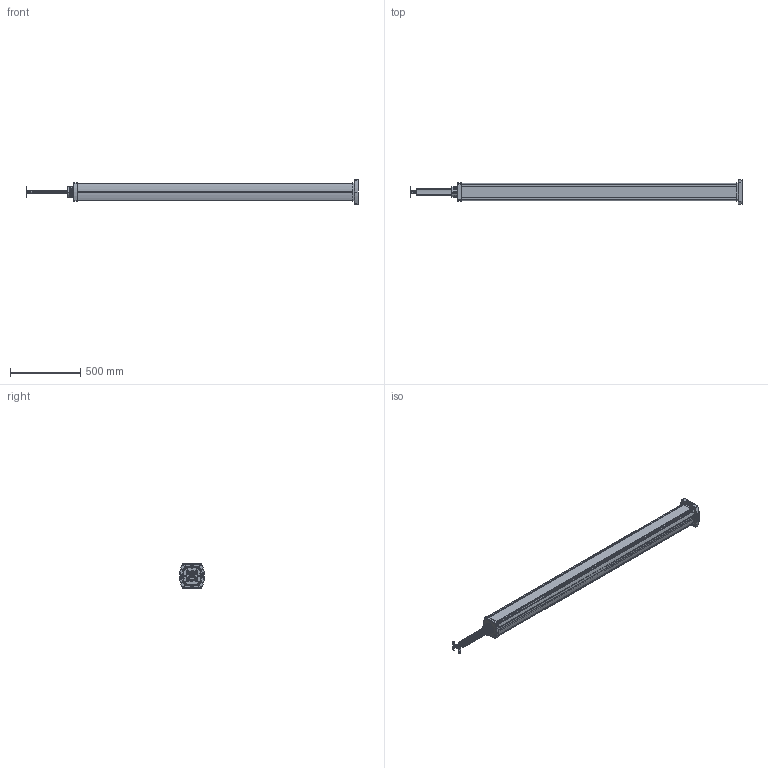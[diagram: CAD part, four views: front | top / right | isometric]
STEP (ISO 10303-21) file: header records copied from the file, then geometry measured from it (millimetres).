
FILE_DESCRIPTION(('CATIA V5 STEP Exchange','CAx-IF Rec.Pracs.--- Model Styling and Organization---1.4--- 2014-01-23'),'2;1');
FILE_NAME('653156-157-158-159.stp','2019-06-03T08:32:06+00:00',('none'),('none'),'CATIA Version 5-6 Release 2017 SP3','CATIA V5 STEP AP214','none');
FILE_SCHEMA(('AUTOMOTIVE_DESIGN { 1 0 10303 214 1 1 1 1 }'));
Products named in the file (1): 653156-157-158-159
Bounding box: 2362 x 175.5 x 175.5 mm (x, y, z)
Volume: 3258309.4 mm3; surface area: 3574216.1 mm2
Topology: 12 solids, 12 shells, 7495 faces, 20443 edges, 12920 vertices
Faces by surface type: plane 4046, bspline 1373, cylinder 1349, torus 297, cone 292, sphere 108, extrusion 30
Entity records: 296927 total; most frequent: CARTESIAN_POINT 128129, ORIENTED_EDGE 40646, DIRECTION 24799, EDGE_CURVE 20323, VERTEX_POINT 12920, VECTOR 11202, LINE 11172, AXIS2_PLACEMENT_3D 8231
